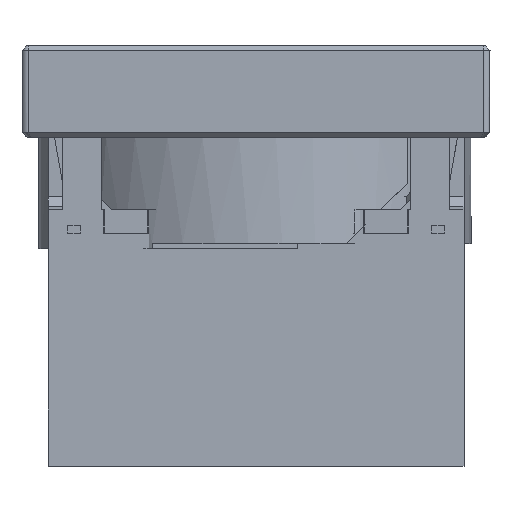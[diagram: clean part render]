
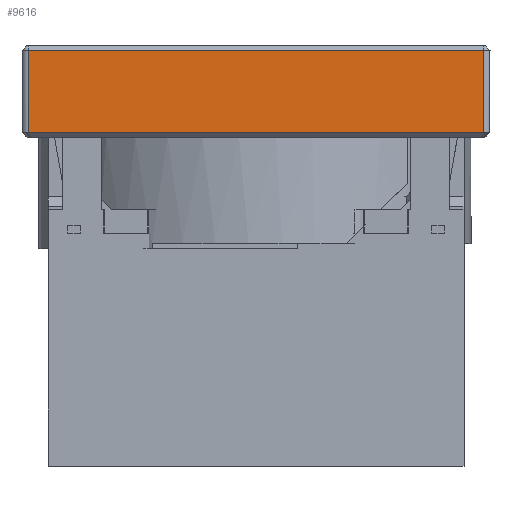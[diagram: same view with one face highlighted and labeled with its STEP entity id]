
A CAD part, left-side view. The second image highlights one B-rep face of the part: STEP entity #9616.
In plain terms, the highlighted planar face has unit normal (-1, 0, 0).
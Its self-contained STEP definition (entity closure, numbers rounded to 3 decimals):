
#161 = VECTOR ( 'NONE', #905, 1000. ) ;
#255 = CARTESIAN_POINT ( 'NONE',  ( 27.247, 26.793, 8.3 ) ) ;
#423 = EDGE_CURVE ( 'NONE', #13201, #20263, #13144, .T. ) ;
#459 = DIRECTION ( 'NONE',  ( -1., 0., 0. ) ) ;
#589 = CARTESIAN_POINT ( 'NONE',  ( 27.247, 27.393, 0.4 ) ) ;
#905 = DIRECTION ( 'NONE',  ( 0., 1., 0. ) ) ;
#1504 = VECTOR ( 'NONE', #10756, 1000. ) ;
#1654 = DIRECTION ( 'NONE',  ( 0., 1., 0. ) ) ;
#1964 = VERTEX_POINT ( 'NONE', #14926 ) ;
#2440 = VECTOR ( 'NONE', #1654, 1000. ) ;
#3438 = DIRECTION ( 'NONE',  ( 0., 0., 1. ) ) ;
#3561 = LINE ( 'NONE', #255, #2440 ) ;
#5183 = EDGE_CURVE ( 'NONE', #20263, #11297, #3561, .T. ) ;
#6176 = CARTESIAN_POINT ( 'NONE',  ( 27.247, 71.193, 0. ) ) ;
#7041 = EDGE_LOOP ( 'NONE', ( #20681, #9067, #10452, #11486 ) ) ;
#7135 = LINE ( 'NONE', #20073, #161 ) ;
#8816 = CARTESIAN_POINT ( 'NONE',  ( 27.247, 26.793, 0. ) ) ;
#9067 = ORIENTED_EDGE ( 'NONE', *, *, #5183, .T. ) ;
#9402 = EDGE_CURVE ( 'NONE', #11297, #1964, #18814, .T. ) ;
#9616 = ADVANCED_FACE ( 'NONE', ( #11789 ), #16675, .T. ) ;
#10452 = ORIENTED_EDGE ( 'NONE', *, *, #9402, .T. ) ;
#10756 = DIRECTION ( 'NONE',  ( 0., 0., -1. ) ) ;
#11297 = VERTEX_POINT ( 'NONE', #13991 ) ;
#11486 = ORIENTED_EDGE ( 'NONE', *, *, #18040, .F. ) ;
#11789 = FACE_OUTER_BOUND ( 'NONE', #7041, .T. ) ;
#13144 = LINE ( 'NONE', #18024, #15197 ) ;
#13201 = VERTEX_POINT ( 'NONE', #589 ) ;
#13712 = CARTESIAN_POINT ( 'NONE',  ( 27.247, 27.393, 8.3 ) ) ;
#13991 = CARTESIAN_POINT ( 'NONE',  ( 27.247, 71.193, 8.3 ) ) ;
#14926 = CARTESIAN_POINT ( 'NONE',  ( 27.247, 71.193, 0.4 ) ) ;
#15197 = VECTOR ( 'NONE', #3438, 1000. ) ;
#16675 = PLANE ( 'NONE',  #19536 ) ;
#17316 = DIRECTION ( 'NONE',  ( 0., 0., 1. ) ) ;
#18024 = CARTESIAN_POINT ( 'NONE',  ( 27.247, 27.393, 0. ) ) ;
#18040 = EDGE_CURVE ( 'NONE', #13201, #1964, #7135, .T. ) ;
#18814 = LINE ( 'NONE', #6176, #1504 ) ;
#19536 = AXIS2_PLACEMENT_3D ( 'NONE', #8816, #459, #17316 ) ;
#20073 = CARTESIAN_POINT ( 'NONE',  ( 27.247, 49.293, 0.4 ) ) ;
#20263 = VERTEX_POINT ( 'NONE', #13712 ) ;
#20681 = ORIENTED_EDGE ( 'NONE', *, *, #423, .T. ) ;
